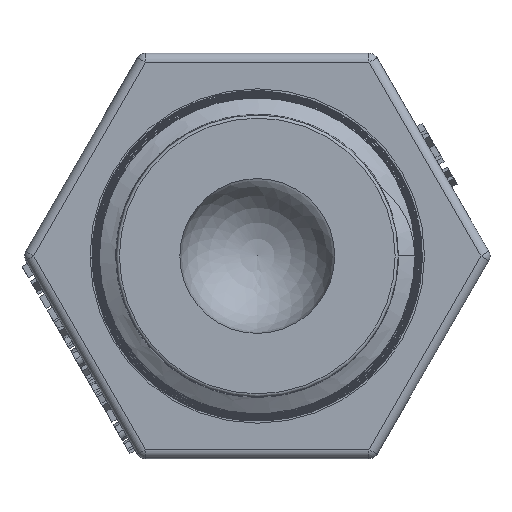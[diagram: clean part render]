
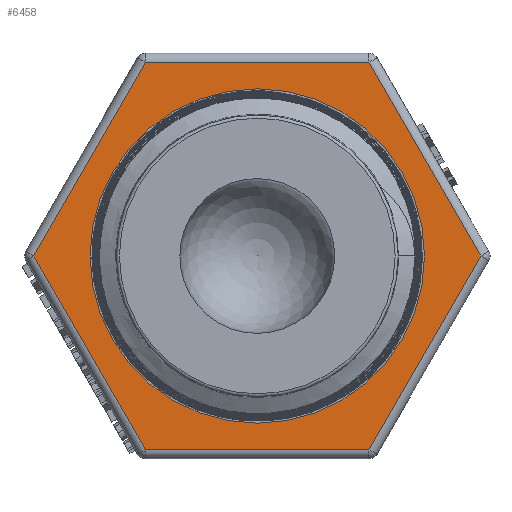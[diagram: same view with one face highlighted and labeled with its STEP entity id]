
A CAD part, front view. The second image highlights one B-rep face of the part: STEP entity #6458.
In plain terms, the highlighted planar face has unit normal (0, -1, 0).
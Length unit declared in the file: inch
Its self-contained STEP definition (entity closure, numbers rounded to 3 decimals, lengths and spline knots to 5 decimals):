
#75=CIRCLE($,#6743,0.54);
#473=FACE_BOUND($,#1194,.T.);
#474=FACE_BOUND($,#1195,.T.);
#1194=EDGE_LOOP($,(#5802));
#1195=EDGE_LOOP($,(#5803,#5804,#5805,#5806,#5807,#5808));
#1855=LINE($,#11769,#2512);
#1856=LINE($,#11774,#2513);
#1858=LINE($,#11784,#2515);
#1860=LINE($,#11794,#2517);
#1861=LINE($,#11801,#2518);
#1863=LINE($,#11810,#2520);
#2512=VECTOR($,#7848,0.72169);
#2513=VECTOR($,#7855,0.72169);
#2515=VECTOR($,#7867,0.72169);
#2517=VECTOR($,#7879,0.72169);
#2518=VECTOR($,#7890,0.72169);
#2520=VECTOR($,#7902,0.72169);
#3111=VERTEX_POINT($,#11762);
#3114=VERTEX_POINT($,#11767);
#3115=VERTEX_POINT($,#11771);
#3116=VERTEX_POINT($,#11778);
#3119=VERTEX_POINT($,#11788);
#3122=VERTEX_POINT($,#11798);
#3130=VERTEX_POINT($,#11837);
#3994=EDGE_CURVE($,#3114,#3111,#1855,.T.);
#3997=EDGE_CURVE($,#3111,#3115,#1856,.T.);
#4002=EDGE_CURVE($,#3115,#3116,#1858,.T.);
#4007=EDGE_CURVE($,#3116,#3119,#1860,.T.);
#4011=EDGE_CURVE($,#3119,#3122,#1861,.T.);
#4016=EDGE_CURVE($,#3122,#3114,#1863,.T.);
#4029=EDGE_CURVE($,#3130,#3130,#75,.T.);
#5802=ORIENTED_EDGE($,*,*,#4029,.F.);
#5803=ORIENTED_EDGE($,*,*,#3994,.F.);
#5804=ORIENTED_EDGE($,*,*,#4016,.F.);
#5805=ORIENTED_EDGE($,*,*,#4011,.F.);
#5806=ORIENTED_EDGE($,*,*,#4007,.F.);
#5807=ORIENTED_EDGE($,*,*,#4002,.F.);
#5808=ORIENTED_EDGE($,*,*,#3997,.F.);
#6121=PLANE($,#6742);
#6458=ADVANCED_FACE($,(#473,#474),#6121,.F.);
#6742=AXIS2_PLACEMENT_3D($,#11836,#7936,#7937);
#6743=AXIS2_PLACEMENT_3D($,#11838,#7938,#7939);
#7848=DIRECTION($,(1.,0.,0.));
#7855=DIRECTION($,(0.5,0.,-0.866));
#7867=DIRECTION($,(-0.5,0.,-0.866));
#7879=DIRECTION($,(-1.,0.,0.));
#7890=DIRECTION($,(-0.5,0.,0.866));
#7902=DIRECTION($,(0.5,0.,0.866));
#7936=DIRECTION('center_axis',(0.,1.,0.));
#7937=DIRECTION('ref_axis',(0.,0.,1.));
#7938=DIRECTION('center_axis',(0.,-1.,0.));
#7939=DIRECTION('ref_axis',(1.,0.,0.));
#11762=CARTESIAN_POINT('',(0.36084,0.,0.625));
#11767=CARTESIAN_POINT('',(-0.36084,0.,0.625));
#11769=CARTESIAN_POINT($,(0.18908,0.,0.625));
#11771=CARTESIAN_POINT('',(0.72169,0.,0.));
#11774=CARTESIAN_POINT($,(0.63581,0.,0.14875));
#11778=CARTESIAN_POINT('',(0.36084,0.,-0.625));
#11784=CARTESIAN_POINT($,(0.44672,0.,-0.47625));
#11788=CARTESIAN_POINT('',(-0.36084,0.,-0.625));
#11794=CARTESIAN_POINT($,(-0.18908,0.,-0.625));
#11798=CARTESIAN_POINT('',(-0.72169,0.,0.));
#11801=CARTESIAN_POINT($,(-0.63581,0.,-0.14875));
#11810=CARTESIAN_POINT($,(-0.44672,0.,0.47625));
#11836=CARTESIAN_POINT('Origin',(0.,0.,
0.));
#11837=CARTESIAN_POINT('',(0.54,0.,0.));
#11838=CARTESIAN_POINT('Origin',(0.,0.,
0.));
